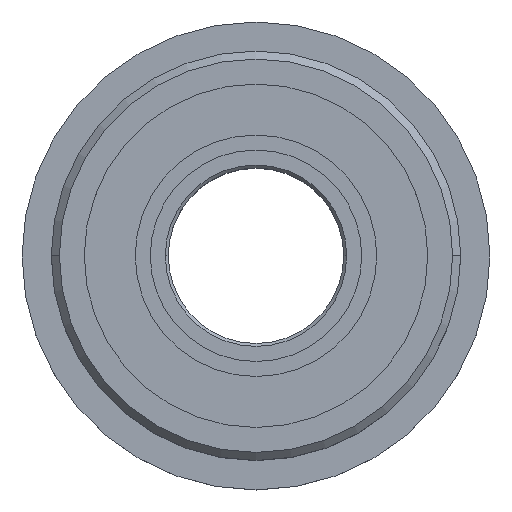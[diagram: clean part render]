
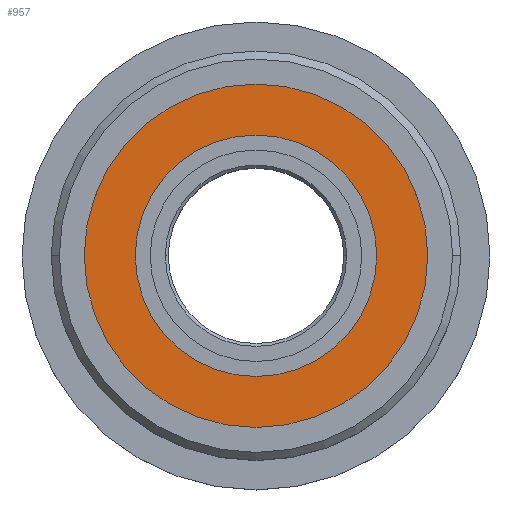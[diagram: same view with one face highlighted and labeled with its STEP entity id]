
A CAD part, top view. The second image highlights one B-rep face of the part: STEP entity #957.
In plain terms, the highlighted planar face has unit normal (0, 0, 1).
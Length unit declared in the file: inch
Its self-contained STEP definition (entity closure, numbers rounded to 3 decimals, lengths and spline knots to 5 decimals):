
#74 = CARTESIAN_POINT ( 'NONE',  ( 0., 0., 0.16328 ) ) ;
#236 = CARTESIAN_POINT ( 'NONE',  ( 0.25801, 0., 0.16328 ) ) ;
#345 = ORIENTED_EDGE ( 'NONE', *, *, #935, .T. ) ;
#392 = AXIS2_PLACEMENT_3D ( 'NONE', #74, #1653, #406 ) ;
#406 = DIRECTION ( 'NONE',  ( 1., 0., 0. ) ) ;
#439 = AXIS2_PLACEMENT_3D ( 'NONE', #466, #1892, #2063 ) ;
#453 = DIRECTION ( 'NONE',  ( -1., 0., 0. ) ) ;
#466 = CARTESIAN_POINT ( 'NONE',  ( 0., 0., 0.16328 ) ) ;
#499 = AXIS2_PLACEMENT_3D ( 'NONE', #2028, #791, #1698 ) ;
#528 = EDGE_CURVE ( 'NONE', #1416, #1195, #1202, .T. ) ;
#536 = DIRECTION ( 'NONE',  ( 0., 0., 1. ) ) ;
#542 = FACE_OUTER_BOUND ( 'NONE', #1778, .T. ) ;
#620 = PLANE ( 'NONE',  #856 ) ;
#629 = CARTESIAN_POINT ( 'NONE',  ( 0., 0.36699, 0.16328 ) ) ;
#643 = CARTESIAN_POINT ( 'NONE',  ( -0.25801, 0., 0.16328 ) ) ;
#664 = EDGE_CURVE ( 'NONE', #1195, #1416, #732, .T. ) ;
#732 = CIRCLE ( 'NONE', #499, 0.25801 ) ;
#751 = CARTESIAN_POINT ( 'NONE',  ( -0.36699, 0., 0.16328 ) ) ;
#791 = DIRECTION ( 'NONE',  ( 0., 0., 1. ) ) ;
#856 = AXIS2_PLACEMENT_3D ( 'NONE', #629, #1877, #453 ) ;
#935 = EDGE_CURVE ( 'NONE', #1221, #1716, #1400, .T. ) ;
#957 = ADVANCED_FACE ( 'NONE', ( #1371, #542 ), #620, .F. ) ;
#1024 = ORIENTED_EDGE ( 'NONE', *, *, #528, .F. ) ;
#1115 = EDGE_CURVE ( 'NONE', #1716, #1221, #1397, .T. ) ;
#1195 = VERTEX_POINT ( 'NONE', #236 ) ;
#1202 = CIRCLE ( 'NONE', #392, 0.25801 ) ;
#1221 = VERTEX_POINT ( 'NONE', #751 ) ;
#1291 = CARTESIAN_POINT ( 'NONE',  ( 0.36699, 0., 0.16328 ) ) ;
#1371 = FACE_BOUND ( 'NONE', #1501, .T. ) ;
#1397 = CIRCLE ( 'NONE', #1989, 0.36699 ) ;
#1400 = CIRCLE ( 'NONE', #439, 0.36699 ) ;
#1416 = VERTEX_POINT ( 'NONE', #643 ) ;
#1501 = EDGE_LOOP ( 'NONE', ( #1857, #1024 ) ) ;
#1569 = ORIENTED_EDGE ( 'NONE', *, *, #1115, .T. ) ;
#1653 = DIRECTION ( 'NONE',  ( 0., 0., 1. ) ) ;
#1698 = DIRECTION ( 'NONE',  ( 1., 0., 0. ) ) ;
#1716 = VERTEX_POINT ( 'NONE', #1291 ) ;
#1777 = DIRECTION ( 'NONE',  ( 1., 0., 0. ) ) ;
#1778 = EDGE_LOOP ( 'NONE', ( #1569, #345 ) ) ;
#1857 = ORIENTED_EDGE ( 'NONE', *, *, #664, .F. ) ;
#1877 = DIRECTION ( 'NONE',  ( 0., 0., -1. ) ) ;
#1892 = DIRECTION ( 'NONE',  ( 0., 0., 1. ) ) ;
#1989 = AXIS2_PLACEMENT_3D ( 'NONE', #2124, #536, #1777 ) ;
#2028 = CARTESIAN_POINT ( 'NONE',  ( 0., 0., 0.16328 ) ) ;
#2063 = DIRECTION ( 'NONE',  ( 1., 0., 0. ) ) ;
#2124 = CARTESIAN_POINT ( 'NONE',  ( 0., 0., 0.16328 ) ) ;
